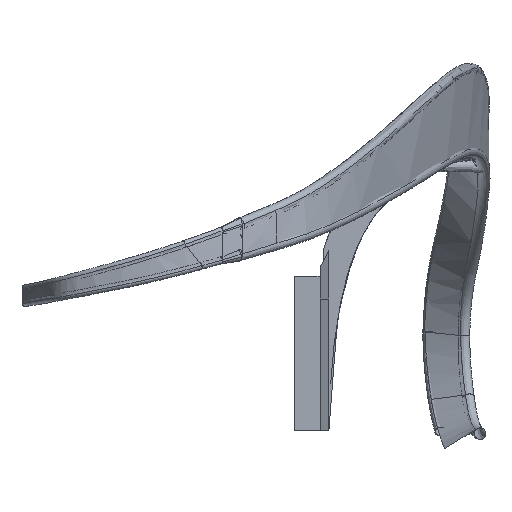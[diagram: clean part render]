
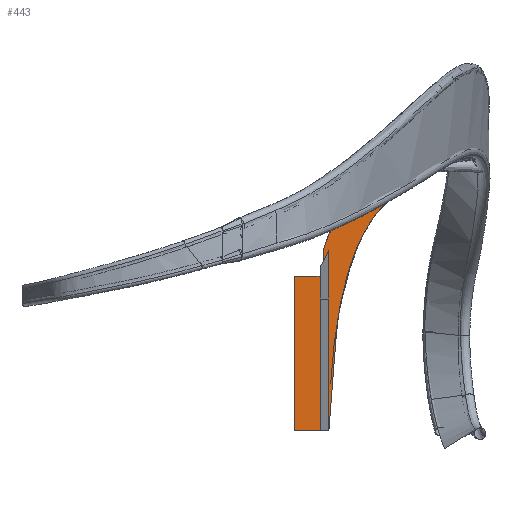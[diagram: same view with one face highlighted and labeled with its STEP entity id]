
A CAD part, left-side view. The second image highlights one B-rep face of the part: STEP entity #443.
In plain terms, the highlighted planar face has unit normal (-1, 0, 0).
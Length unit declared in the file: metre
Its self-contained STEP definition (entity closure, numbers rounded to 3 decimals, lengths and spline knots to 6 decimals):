
#11=PLANE('',#1394);
#443=ADVANCED_FACE('',(#496),#11,.T.);
#496=FACE_OUTER_BOUND('',#549,.T.);
#549=EDGE_LOOP('',(#629,#630,#631,#632,#633,#634,#635,#636));
#629=ORIENTED_EDGE('',*,*,#855,.T.);
#630=ORIENTED_EDGE('',*,*,#850,.F.);
#631=ORIENTED_EDGE('',*,*,#852,.T.);
#632=ORIENTED_EDGE('',*,*,#856,.T.);
#633=ORIENTED_EDGE('',*,*,#849,.T.);
#634=ORIENTED_EDGE('',*,*,#851,.T.);
#635=ORIENTED_EDGE('',*,*,#853,.F.);
#636=ORIENTED_EDGE('',*,*,#854,.T.);
#849=EDGE_CURVE('',#1217,#1220,#1026,.T.);
#850=EDGE_CURVE('',#1218,#1219,#1027,.T.);
#851=EDGE_CURVE('',#1220,#1221,#1028,.T.);
#852=EDGE_CURVE('',#1218,#1222,#1029,.T.);
#853=EDGE_CURVE('',#1223,#1221,#1030,.T.);
#854=EDGE_CURVE('',#1223,#1224,#1031,.T.);
#855=EDGE_CURVE('',#1224,#1219,#1032,.T.);
#856=EDGE_CURVE('',#1222,#1217,#1033,.T.);
#1026=B_SPLINE_CURVE_WITH_KNOTS('',1,(#2047,#2048),.UNSPECIFIED.,.F.,.F.,
(2,2),(0.,490.561608),.UNSPECIFIED.);
#1027=B_SPLINE_CURVE_WITH_KNOTS('',1,(#2049,#2050),.UNSPECIFIED.,.F.,.F.,
(2,2),(1952.295751,2321.917465),.UNSPECIFIED.);
#1028=B_SPLINE_CURVE_WITH_KNOTS('',2,(#2051,#2052,#2053),.UNSPECIFIED.,
 .F.,.F.,(3,3),(-0.999502,0.),.UNSPECIFIED.);
#1029=B_SPLINE_CURVE_WITH_KNOTS('',1,(#2054,#2055),.UNSPECIFIED.,.F.,.F.,
(2,2),(0.152051,408.375499),.UNSPECIFIED.);
#1030=B_SPLINE_CURVE_WITH_KNOTS('',1,(#2056,#2057),.UNSPECIFIED.,.F.,.F.,
(2,2),(0.,654.068047),.UNSPECIFIED.);
#1031=B_SPLINE_CURVE_WITH_KNOTS('',2,(#2058,#2059,#2060),.UNSPECIFIED.,
 .F.,.F.,(3,3),(0.,587.226885),.UNSPECIFIED.);
#1032=B_SPLINE_CURVE_WITH_KNOTS('',2,(#2061,#2062,#2063),.UNSPECIFIED.,
 .F.,.F.,(3,3),(587.226885,588.081365),.UNSPECIFIED.);
#1033=B_SPLINE_CURVE_WITH_KNOTS('',1,(#2064,#2065),.UNSPECIFIED.,.F.,.F.,
(2,2),(-2206.920142,0.),.UNSPECIFIED.);
#1217=VERTEX_POINT('',#2039);
#1218=VERTEX_POINT('',#2040);
#1219=VERTEX_POINT('',#2041);
#1220=VERTEX_POINT('',#2042);
#1221=VERTEX_POINT('',#2043);
#1222=VERTEX_POINT('',#2044);
#1223=VERTEX_POINT('',#2045);
#1224=VERTEX_POINT('',#2046);
#1394=AXIS2_PLACEMENT_3D('',#2038,#1398,$);
#1398=DIRECTION('',(-1.,0.,0.));
#2038=CARTESIAN_POINT('',(69071.010985,-22835.93895,51998.776864));
#2039=CARTESIAN_POINT('',(69071.010985,-22835.93895,51998.776864));
#2040=CARTESIAN_POINT('',(69071.010985,-23244.161894,54205.697007));
#2041=CARTESIAN_POINT('',(69071.010985,-23244.16082,54575.318579));
#2042=CARTESIAN_POINT('',(69071.010985,-23326.500559,51998.776864));
#2043=CARTESIAN_POINT('',(69071.010985,-24463.188789,55449.346482));
#2044=CARTESIAN_POINT('',(69071.010985,-22835.93895,54205.697007));
#2045=CARTESIAN_POINT('',(69071.010985,-24102.016897,55994.65362));
#2046=CARTESIAN_POINT('',(69071.010985,-23966.286287,55578.700999));
#2047=CARTESIAN_POINT('',(69071.010985,-22835.93895,51998.776864));
#2048=CARTESIAN_POINT('',(69071.010985,-23326.500559,51998.776864));
#2049=CARTESIAN_POINT('',(69071.010985,-23244.161894,54205.697007));
#2050=CARTESIAN_POINT('',(69071.010985,-23244.16082,54575.318579));
#2051=CARTESIAN_POINT('',(69071.010985,-23326.500559,51998.776864));
#2052=CARTESIAN_POINT('',(69071.010985,-23370.826366,55006.035033));
#2053=CARTESIAN_POINT('',(69071.010985,-24463.188789,55449.346482));
#2054=CARTESIAN_POINT('',(69071.010985,-23244.161894,54205.697007));
#2055=CARTESIAN_POINT('',(69071.010985,-22835.93895,54205.697007));
#2056=CARTESIAN_POINT('',(69071.010985,-24102.016897,55994.65362));
#2057=CARTESIAN_POINT('',(69071.010985,-24463.188789,55449.346482));
#2058=CARTESIAN_POINT('',(69071.010985,-24102.016897,55994.65362));
#2059=CARTESIAN_POINT('',(69071.010985,-24210.574088,55746.13858));
#2060=CARTESIAN_POINT('',(69071.010985,-23966.286287,55578.700999));
#2061=CARTESIAN_POINT('',(69071.010985,-23966.286287,55578.700999));
#2062=CARTESIAN_POINT('',(69071.010985,-23387.398792,55096.211849));
#2063=CARTESIAN_POINT('',(69071.010985,-23244.16082,54575.318579));
#2064=CARTESIAN_POINT('',(69071.010985,-22835.93895,54205.697007));
#2065=CARTESIAN_POINT('',(69071.010985,-22835.93895,51998.776864));
